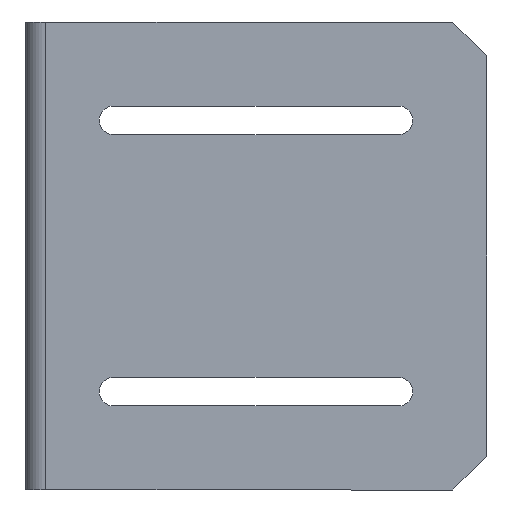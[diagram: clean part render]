
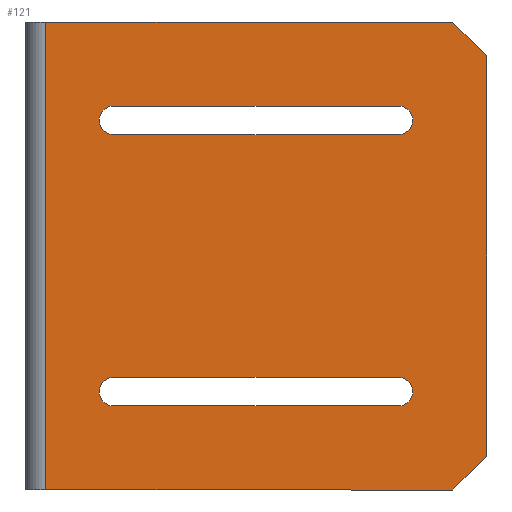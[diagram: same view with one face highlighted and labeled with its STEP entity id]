
A CAD part, front view. The second image highlights one B-rep face of the part: STEP entity #121.
In plain terms, the highlighted planar face has unit normal (0, -1, 0).
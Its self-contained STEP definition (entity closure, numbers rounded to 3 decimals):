
#14 = VERTEX_POINT ( 'NONE', #133 ) ;
#17 = ORIENTED_EDGE ( 'NONE', *, *, #508, .T. ) ;
#25 = DIRECTION ( 'NONE',  ( 0., 0., 1. ) ) ;
#29 = EDGE_LOOP ( 'NONE', ( #285, #17, #1049, #695 ) ) ;
#41 = EDGE_CURVE ( 'NONE', #557, #14, #247, .T. ) ;
#63 = DIRECTION ( 'NONE',  ( 0., 0., 1. ) ) ;
#67 = CARTESIAN_POINT ( 'NONE',  ( 34., 0., -34.5 ) ) ;
#72 = CARTESIAN_POINT ( 'NONE',  ( 0., 0., 0. ) ) ;
#73 = ORIENTED_EDGE ( 'NONE', *, *, #1021, .F. ) ;
#87 = PLANE ( 'NONE',  #326 ) ;
#104 = VERTEX_POINT ( 'NONE', #1209 ) ;
#112 = VECTOR ( 'NONE', #293, 1000. ) ;
#113 = CARTESIAN_POINT ( 'NONE',  ( 34., 0., -29.5 ) ) ;
#118 = CARTESIAN_POINT ( 'NONE',  ( -21., 0., -17.9 ) ) ;
#120 = VERTEX_POINT ( 'NONE', #187 ) ;
#121 = ADVANCED_FACE ( 'NONE', ( #196, #1010, #481 ), #87, .T. ) ;
#124 = LINE ( 'NONE', #1136, #1325 ) ;
#133 = CARTESIAN_POINT ( 'NONE',  ( -21., 0., -22.1 ) ) ;
#152 = ORIENTED_EDGE ( 'NONE', *, *, #1055, .T. ) ;
#153 = CARTESIAN_POINT ( 'NONE',  ( 31.75, 0., 31.75 ) ) ;
#168 = VERTEX_POINT ( 'NONE', #582 ) ;
#187 = CARTESIAN_POINT ( 'NONE',  ( 29., 0., -34.5 ) ) ;
#194 = ORIENTED_EDGE ( 'NONE', *, *, #243, .F. ) ;
#196 = FACE_OUTER_BOUND ( 'NONE', #1036, .T. ) ;
#197 = CARTESIAN_POINT ( 'NONE',  ( 34., 0., 29.5 ) ) ;
#201 = AXIS2_PLACEMENT_3D ( 'NONE', #1214, #277, #63 ) ;
#237 = DIRECTION ( 'NONE',  ( 0., 0., -1. ) ) ;
#239 = VERTEX_POINT ( 'NONE', #113 ) ;
#243 = EDGE_CURVE ( 'NONE', #120, #168, #124, .T. ) ;
#247 = LINE ( 'NONE', #559, #933 ) ;
#275 = LINE ( 'NONE', #67, #400 ) ;
#277 = DIRECTION ( 'NONE',  ( 0., 1., 0. ) ) ;
#282 = DIRECTION ( 'NONE',  ( -1., 0., 0. ) ) ;
#285 = ORIENTED_EDGE ( 'NONE', *, *, #41, .T. ) ;
#293 = DIRECTION ( 'NONE',  ( 0.707, 0., 0.707 ) ) ;
#304 = ORIENTED_EDGE ( 'NONE', *, *, #1087, .F. ) ;
#308 = DIRECTION ( 'NONE',  ( 0., 1., 0. ) ) ;
#326 = AXIS2_PLACEMENT_3D ( 'NONE', #72, #708, #687 ) ;
#354 = LINE ( 'NONE', #768, #921 ) ;
#392 = EDGE_CURVE ( 'NONE', #441, #168, #668, .T. ) ;
#400 = VECTOR ( 'NONE', #785, 1000. ) ;
#405 = CARTESIAN_POINT ( 'NONE',  ( 21., 0., 22.1 ) ) ;
#418 = EDGE_CURVE ( 'NONE', #784, #1050, #1033, .T. ) ;
#436 = VERTEX_POINT ( 'NONE', #575 ) ;
#437 = DIRECTION ( 'NONE',  ( 1., 0., 0. ) ) ;
#441 = VERTEX_POINT ( 'NONE', #1208 ) ;
#447 = EDGE_CURVE ( 'NONE', #104, #784, #492, .T. ) ;
#481 = FACE_BOUND ( 'NONE', #939, .T. ) ;
#488 = CARTESIAN_POINT ( 'NONE',  ( 21., 0., -22.1 ) ) ;
#492 = LINE ( 'NONE', #801, #538 ) ;
#508 = EDGE_CURVE ( 'NONE', #14, #924, #1054, .T. ) ;
#509 = DIRECTION ( 'NONE',  ( 0., 0., 1. ) ) ;
#514 = EDGE_CURVE ( 'NONE', #120, #239, #915, .T. ) ;
#538 = VECTOR ( 'NONE', #282, 1000. ) ;
#557 = VERTEX_POINT ( 'NONE', #488 ) ;
#559 = CARTESIAN_POINT ( 'NONE',  ( -21., 0., -22.1 ) ) ;
#562 = DIRECTION ( 'NONE',  ( -0.707, 0., 0.707 ) ) ;
#563 = DIRECTION ( 'NONE',  ( 0., 0., 1. ) ) ;
#575 = CARTESIAN_POINT ( 'NONE',  ( 21., 0., -17.9 ) ) ;
#582 = CARTESIAN_POINT ( 'NONE',  ( -31., 0., -34.5 ) ) ;
#603 = EDGE_CURVE ( 'NONE', #436, #557, #1215, .T. ) ;
#628 = AXIS2_PLACEMENT_3D ( 'NONE', #661, #856, #563 ) ;
#647 = CARTESIAN_POINT ( 'NONE',  ( -21., 0., 22.1 ) ) ;
#656 = ORIENTED_EDGE ( 'NONE', *, *, #447, .T. ) ;
#661 = CARTESIAN_POINT ( 'NONE',  ( 21., 0., -20. ) ) ;
#668 = LINE ( 'NONE', #676, #1104 ) ;
#676 = CARTESIAN_POINT ( 'NONE',  ( -31., 0., -34.5 ) ) ;
#687 = DIRECTION ( 'NONE',  ( 0., 0., -1. ) ) ;
#695 = ORIENTED_EDGE ( 'NONE', *, *, #603, .T. ) ;
#704 = VECTOR ( 'NONE', #562, 1000. ) ;
#708 = DIRECTION ( 'NONE',  ( 0., -1., 0. ) ) ;
#710 = VERTEX_POINT ( 'NONE', #405 ) ;
#725 = CARTESIAN_POINT ( 'NONE',  ( -21., 0., -17.9 ) ) ;
#730 = CARTESIAN_POINT ( 'NONE',  ( 21., 0., 20. ) ) ;
#765 = CARTESIAN_POINT ( 'NONE',  ( -21., 0., 20. ) ) ;
#768 = CARTESIAN_POINT ( 'NONE',  ( -21., 0., 22.1 ) ) ;
#782 = VERTEX_POINT ( 'NONE', #1225 ) ;
#784 = VERTEX_POINT ( 'NONE', #1135 ) ;
#785 = DIRECTION ( 'NONE',  ( 0., 0., -1. ) ) ;
#790 = EDGE_CURVE ( 'NONE', #710, #104, #936, .T. ) ;
#793 = ORIENTED_EDGE ( 'NONE', *, *, #1243, .T. ) ;
#801 = CARTESIAN_POINT ( 'NONE',  ( -21., 0., 17.9 ) ) ;
#811 = AXIS2_PLACEMENT_3D ( 'NONE', #730, #308, #509 ) ;
#827 = ORIENTED_EDGE ( 'NONE', *, *, #514, .T. ) ;
#849 = VECTOR ( 'NONE', #925, 1000. ) ;
#856 = DIRECTION ( 'NONE',  ( 0., 1., 0. ) ) ;
#881 = CARTESIAN_POINT ( 'NONE',  ( 34., 0., 34.5 ) ) ;
#885 = ORIENTED_EDGE ( 'NONE', *, *, #418, .T. ) ;
#898 = EDGE_CURVE ( 'NONE', #924, #436, #1022, .T. ) ;
#915 = LINE ( 'NONE', #1298, #112 ) ;
#921 = VECTOR ( 'NONE', #1260, 1000. ) ;
#923 = DIRECTION ( 'NONE',  ( -1., 0., 0. ) ) ;
#924 = VERTEX_POINT ( 'NONE', #725 ) ;
#925 = DIRECTION ( 'NONE',  ( 1., 0., 0. ) ) ;
#933 = VECTOR ( 'NONE', #1109, 1000. ) ;
#936 = CIRCLE ( 'NONE', #811, 2.1 ) ;
#939 = EDGE_LOOP ( 'NONE', ( #656, #885, #793, #972 ) ) ;
#954 = LINE ( 'NONE', #881, #1037 ) ;
#972 = ORIENTED_EDGE ( 'NONE', *, *, #790, .T. ) ;
#1010 = FACE_BOUND ( 'NONE', #29, .T. ) ;
#1021 = EDGE_CURVE ( 'NONE', #441, #782, #954, .T. ) ;
#1022 = LINE ( 'NONE', #118, #849 ) ;
#1029 = ORIENTED_EDGE ( 'NONE', *, *, #392, .T. ) ;
#1033 = CIRCLE ( 'NONE', #1212, 2.1 ) ;
#1036 = EDGE_LOOP ( 'NONE', ( #194, #827, #304, #152, #73, #1029 ) ) ;
#1037 = VECTOR ( 'NONE', #437, 1000. ) ;
#1049 = ORIENTED_EDGE ( 'NONE', *, *, #898, .T. ) ;
#1050 = VERTEX_POINT ( 'NONE', #647 ) ;
#1054 = CIRCLE ( 'NONE', #201, 2.1 ) ;
#1055 = EDGE_CURVE ( 'NONE', #1295, #782, #1056, .T. ) ;
#1056 = LINE ( 'NONE', #153, #704 ) ;
#1073 = DIRECTION ( 'NONE',  ( 0., 1., 0. ) ) ;
#1087 = EDGE_CURVE ( 'NONE', #1295, #239, #275, .T. ) ;
#1104 = VECTOR ( 'NONE', #237, 1000. ) ;
#1109 = DIRECTION ( 'NONE',  ( -1., 0., 0. ) ) ;
#1135 = CARTESIAN_POINT ( 'NONE',  ( -21., 0., 17.9 ) ) ;
#1136 = CARTESIAN_POINT ( 'NONE',  ( 34., 0., -34.5 ) ) ;
#1208 = CARTESIAN_POINT ( 'NONE',  ( -31., 0., 34.5 ) ) ;
#1209 = CARTESIAN_POINT ( 'NONE',  ( 21., 0., 17.9 ) ) ;
#1212 = AXIS2_PLACEMENT_3D ( 'NONE', #765, #1073, #25 ) ;
#1214 = CARTESIAN_POINT ( 'NONE',  ( -21., 0., -20. ) ) ;
#1215 = CIRCLE ( 'NONE', #628, 2.1 ) ;
#1225 = CARTESIAN_POINT ( 'NONE',  ( 29., 0., 34.5 ) ) ;
#1243 = EDGE_CURVE ( 'NONE', #1050, #710, #354, .T. ) ;
#1260 = DIRECTION ( 'NONE',  ( 1., 0., 0. ) ) ;
#1295 = VERTEX_POINT ( 'NONE', #197 ) ;
#1298 = CARTESIAN_POINT ( 'NONE',  ( 31.75, 0., -31.75 ) ) ;
#1325 = VECTOR ( 'NONE', #923, 1000. ) ;
